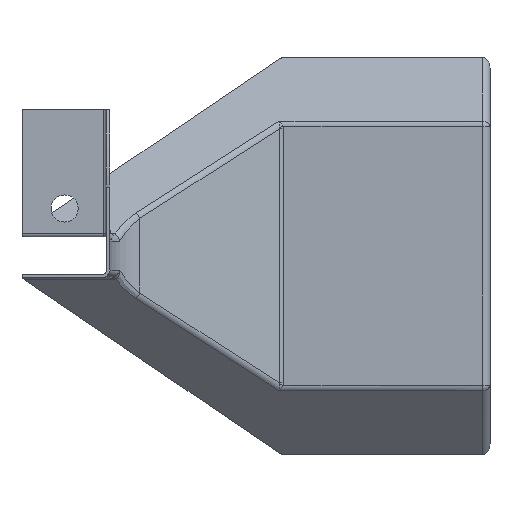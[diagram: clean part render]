
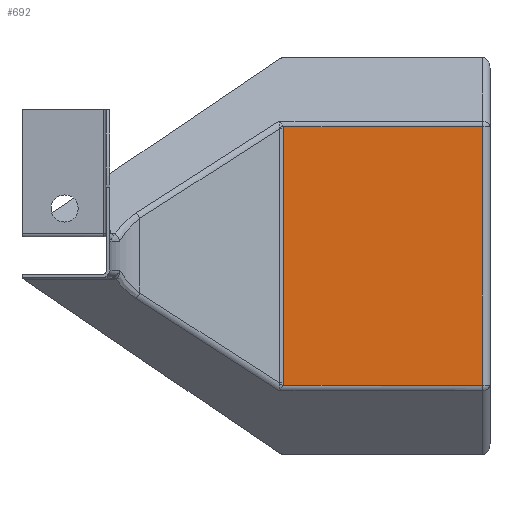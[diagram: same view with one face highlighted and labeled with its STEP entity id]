
A CAD part, top view. The second image highlights one B-rep face of the part: STEP entity #692.
In plain terms, the highlighted planar face has unit normal (0, 0, 1).
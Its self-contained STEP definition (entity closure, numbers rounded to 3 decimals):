
#692=ADVANCED_FACE('',(#1838),#1840,.T.);
#1838=FACE_BOUND('',#1839,.T.);
#1839=EDGE_LOOP('',(#2801,#2802,#2803,#2804,#2805,#2806));
#1840=PLANE('',#1841);
#1841=AXIS2_PLACEMENT_3D('',#1842,#1843,#1844);
#1842=CARTESIAN_POINT('',(0.,0.,15.));
#1843=DIRECTION('',(0.,0.,1.));
#1844=DIRECTION('',(1.,0.,0.));
#2801=ORIENTED_EDGE('',*,*,#3135,.F.);
#2802=ORIENTED_EDGE('',*,*,#3136,.T.);
#2803=ORIENTED_EDGE('',*,*,#3137,.T.);
#2804=ORIENTED_EDGE('',*,*,#3060,.T.);
#2805=ORIENTED_EDGE('',*,*,#3132,.F.);
#2806=ORIENTED_EDGE('',*,*,#3138,.F.);
#3060=EDGE_CURVE('',#3402,#3400,#3403,.F.);
#3132=EDGE_CURVE('',#3516,#3400,#3517,.T.);
#3135=EDGE_CURVE('',#3520,#3521,#3522,.F.);
#3136=EDGE_CURVE('',#3520,#3523,#3524,.F.);
#3137=EDGE_CURVE('',#3523,#3402,#3525,.T.);
#3138=EDGE_CURVE('',#3521,#3516,#3526,.F.);
#3400=VERTEX_POINT('',#4374);
#3402=VERTEX_POINT('',#4383);
#3403=LINE('',#4384,#4385);
#3516=VERTEX_POINT('',#4898);
#3517=(BOUNDED_CURVE()B_SPLINE_CURVE(3,
(#4899,#4900,#4901,#4902),
.UNSPECIFIED.,.F.,.F.)B_SPLINE_CURVE_WITH_KNOTS((4,4),
(0.,1.),
.UNSPECIFIED.)CURVE()GEOMETRIC_REPRESENTATION_ITEM()RATIONAL_B_SPLINE_CURVE((1.,
0.998,0.998,1.))REPRESENTATION_ITEM(''));
#3520=VERTEX_POINT('',#4914);
#3521=VERTEX_POINT('',#4915);
#3522=(BOUNDED_CURVE()B_SPLINE_CURVE(3,
(#4916,#4917,#4918,#4919),
.UNSPECIFIED.,.F.,.F.)B_SPLINE_CURVE_WITH_KNOTS((4,4),
(0.,1.),
.UNSPECIFIED.)CURVE()GEOMETRIC_REPRESENTATION_ITEM()RATIONAL_B_SPLINE_CURVE((1.,
0.998,0.998,1.))REPRESENTATION_ITEM(''));
#3523=VERTEX_POINT('',#4920);
#3524=LINE('',#4921,#4922);
#3525=LINE('',#4924,#4925);
#3526=LINE('',#4927,#4928);
#4374=CARTESIAN_POINT('',(-24.566,30.957,15.));
#4383=CARTESIAN_POINT('',(23.2,30.957,15.));
#4384=CARTESIAN_POINT('',(-24.566,30.957,15.));
#4385=VECTOR('',#4386,1.);
#4386=DIRECTION('',(1.,0.,0.));
#4898=CARTESIAN_POINT('',(-24.495,30.402,15.));
#4899=CARTESIAN_POINT('',(-24.495,30.402,15.));
#4900=CARTESIAN_POINT('',(-24.495,30.599,15.));
#4901=CARTESIAN_POINT('',(-24.518,30.785,15.));
#4902=CARTESIAN_POINT('',(-24.566,30.957,15.));
#4914=CARTESIAN_POINT('',(-24.566,-30.957,15.));
#4915=CARTESIAN_POINT('',(-24.495,-30.402,15.));
#4916=CARTESIAN_POINT('',(-24.495,-30.402,15.));
#4917=CARTESIAN_POINT('',(-24.495,-30.599,15.));
#4918=CARTESIAN_POINT('',(-24.518,-30.785,15.));
#4919=CARTESIAN_POINT('',(-24.566,-30.957,15.));
#4920=CARTESIAN_POINT('',(23.2,-30.957,15.));
#4921=CARTESIAN_POINT('',(23.2,-30.957,15.));
#4922=VECTOR('',#4923,1.);
#4923=DIRECTION('',(-1.,0.,0.));
#4924=CARTESIAN_POINT('',(23.2,-30.957,15.));
#4925=VECTOR('',#4926,1.);
#4926=DIRECTION('',(0.,1.,0.));
#4927=CARTESIAN_POINT('',(-24.495,30.402,15.));
#4928=VECTOR('',#4929,1.);
#4929=DIRECTION('',(0.,-1.,0.));
